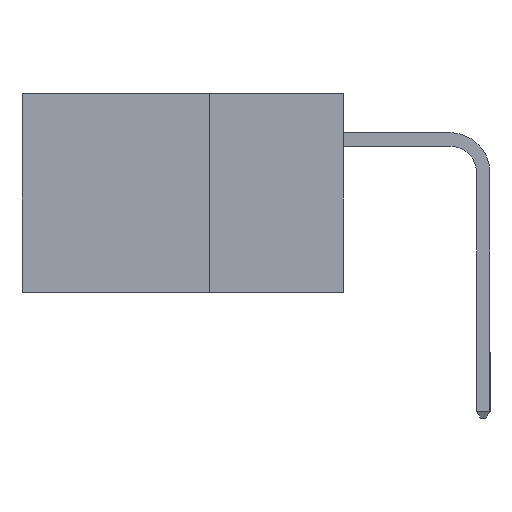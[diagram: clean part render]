
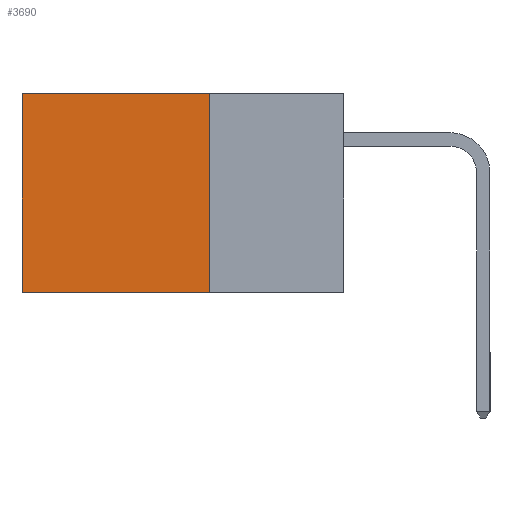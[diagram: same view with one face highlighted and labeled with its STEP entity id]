
A CAD part, left-side view. The second image highlights one B-rep face of the part: STEP entity #3690.
In plain terms, the highlighted planar face has unit normal (-1, 0, 0).
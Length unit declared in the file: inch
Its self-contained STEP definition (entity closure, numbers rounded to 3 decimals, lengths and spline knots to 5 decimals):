
#730 = FACE_OUTER_BOUND ( 'NONE', #14294, .T. ) ;
#1277 = CARTESIAN_POINT ( 'NONE',  ( 0.298, 0.25, -0.37 ) ) ;
#1380 = EDGE_CURVE ( 'NONE', #8170, #4379, #11760, .T. ) ;
#2768 = DIRECTION ( 'NONE',  ( 0., 0., -1. ) ) ;
#2770 = CARTESIAN_POINT ( 'NONE',  ( 0.298, 0.25, 0. ) ) ;
#3361 = VECTOR ( 'NONE', #4423, 39.37008 ) ;
#3690 = ADVANCED_FACE ( 'NONE', ( #730 ), #9041, .F. ) ;
#3861 = EDGE_CURVE ( 'NONE', #4379, #9022, #7180, .T. ) ;
#4379 = VERTEX_POINT ( 'NONE', #1277 ) ;
#4423 = DIRECTION ( 'NONE',  ( 0., 1., 0. ) ) ;
#5770 = EDGE_CURVE ( 'NONE', #8170, #11014, #12787, .T. ) ;
#5889 = CARTESIAN_POINT ( 'NONE',  ( 0.298, 0.25, 0. ) ) ;
#6212 = DIRECTION ( 'NONE',  ( 0., 0., -1. ) ) ;
#6235 = CARTESIAN_POINT ( 'NONE',  ( 0.298, 0.6, 0. ) ) ;
#7180 = LINE ( 'NONE', #10412, #9985 ) ;
#8170 = VERTEX_POINT ( 'NONE', #2770 ) ;
#8571 = DIRECTION ( 'NONE',  ( 0., 1., 0. ) ) ;
#9022 = VERTEX_POINT ( 'NONE', #14424 ) ;
#9041 = PLANE ( 'NONE',  #11344 ) ;
#9774 = CARTESIAN_POINT ( 'NONE',  ( 0.298, 0.25, 0. ) ) ;
#9985 = VECTOR ( 'NONE', #8571, 39.37008 ) ;
#10412 = CARTESIAN_POINT ( 'NONE',  ( 0.298, 0.25, -0.37 ) ) ;
#11014 = VERTEX_POINT ( 'NONE', #6235 ) ;
#11344 = AXIS2_PLACEMENT_3D ( 'NONE', #9774, #12890, #6212 ) ;
#11760 = LINE ( 'NONE', #14533, #14910 ) ;
#12752 = VECTOR ( 'NONE', #2768, 39.37008 ) ;
#12787 = LINE ( 'NONE', #5889, #3361 ) ;
#12890 = DIRECTION ( 'NONE',  ( 1., 0., 0. ) ) ;
#12930 = ORIENTED_EDGE ( 'NONE', *, *, #3861, .F. ) ;
#13441 = CARTESIAN_POINT ( 'NONE',  ( 0.298, 0.6, 0. ) ) ;
#13447 = ORIENTED_EDGE ( 'NONE', *, *, #1380, .F. ) ;
#13687 = ORIENTED_EDGE ( 'NONE', *, *, #14230, .T. ) ;
#14230 = EDGE_CURVE ( 'NONE', #11014, #9022, #15176, .T. ) ;
#14294 = EDGE_LOOP ( 'NONE', ( #13687, #12930, #13447, #14886 ) ) ;
#14424 = CARTESIAN_POINT ( 'NONE',  ( 0.298, 0.6, -0.37 ) ) ;
#14533 = CARTESIAN_POINT ( 'NONE',  ( 0.298, 0.25, 0. ) ) ;
#14886 = ORIENTED_EDGE ( 'NONE', *, *, #5770, .T. ) ;
#14910 = VECTOR ( 'NONE', #15057, 39.37008 ) ;
#15057 = DIRECTION ( 'NONE',  ( 0., 0., -1. ) ) ;
#15176 = LINE ( 'NONE', #13441, #12752 ) ;
